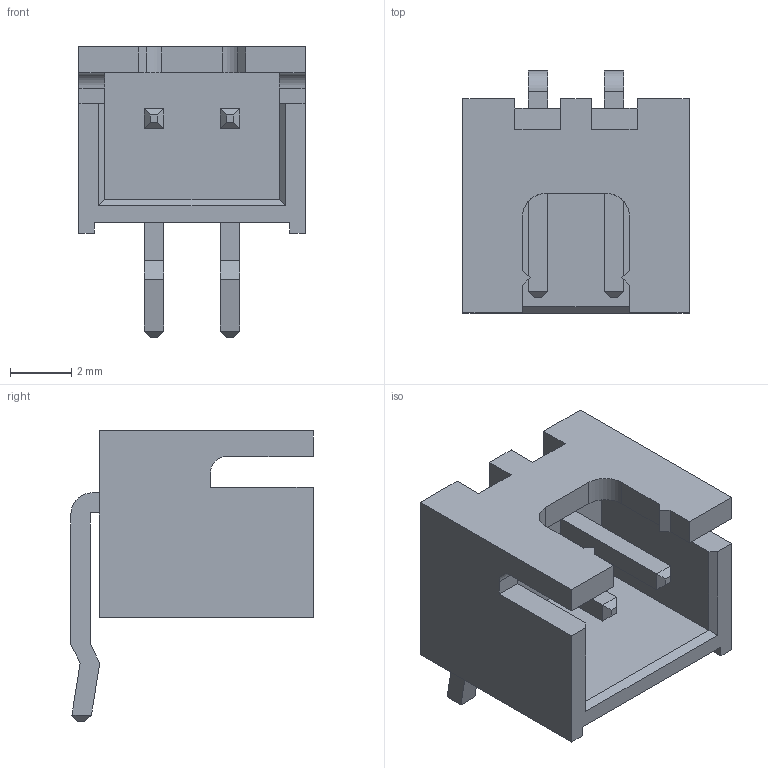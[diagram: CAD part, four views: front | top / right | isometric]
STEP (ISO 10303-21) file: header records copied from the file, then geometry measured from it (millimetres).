
FILE_DESCRIPTION(/* description */ (''),/* implementation_level */ '2;1');
FILE_NAME(/* name */ 'JST_XH_S2B-XH-A-1_1x02_P2.50mm_Horizontal_noback.stp',/* time_stamp */ '2024-09-27T13:32:32-04:00',/* author */ (''),/* organization */ (''),/* preprocessor_version */ 'ST-DEVELOPER v16.7',/* originating_system */ 'SIEMENS PLM Software NX 1930',/* authorisation */ '');
FILE_SCHEMA (('AUTOMOTIVE_DESIGN { 1 0 10303 214 3 1 1 1 }'));
Length unit declared in the file: millimetre
Products named in the file (1): JST_XH_S2B-XH-A-1_1x02_P2.50mm_Horizontal_step
Bounding box: 7.4 x 7.92 x 9.5 mm (x, y, z)
Volume: 161.3 mm3; surface area: 428.6 mm2
Topology: 1 solids, 1 shells, 101 faces, 275 edges, 180 vertices
Faces by surface type: plane 93, cylinder 8
Entity records: 3858 total; most frequent: CARTESIAN_POINT 557, ORIENTED_EDGE 550, DIRECTION 495, EDGE_CURVE 275, LINE 259, VECTOR 259, VERTEX_POINT 180, AXIS2_PLACEMENT_3D 118
